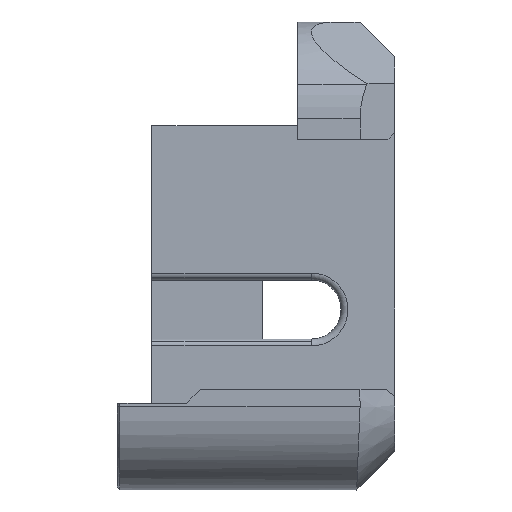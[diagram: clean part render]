
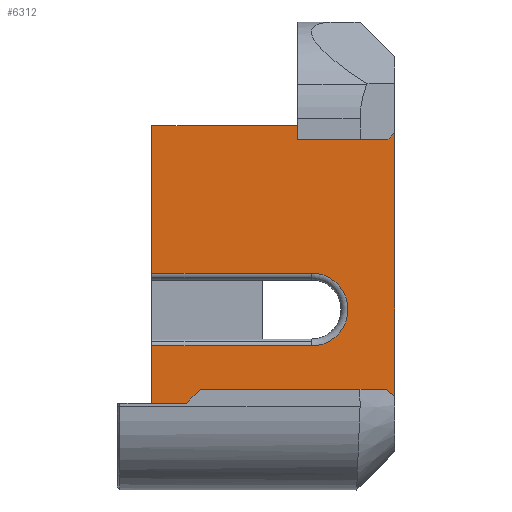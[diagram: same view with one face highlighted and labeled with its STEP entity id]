
A CAD part, left-side view. The second image highlights one B-rep face of the part: STEP entity #6312.
In plain terms, the highlighted planar face has unit normal (-1, 0, 0).
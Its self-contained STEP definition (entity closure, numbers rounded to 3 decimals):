
#204 = CARTESIAN_POINT ( 'NONE',  ( 131.217, -119.43, 81.5 ) ) ;
#401 = CARTESIAN_POINT ( 'NONE',  ( 131.217, -140.43, 102.75 ) ) ;
#699 = CARTESIAN_POINT ( 'NONE',  ( 131.217, -154.43, 62.75 ) ) ;
#745 = CARTESIAN_POINT ( 'NONE',  ( 131.217, -136.43, 81.5 ) ) ;
#1082 = CARTESIAN_POINT ( 'NONE',  ( 131.217, -119.43, 102.75 ) ) ;
#1184 = DIRECTION ( 'NONE',  ( 0., 0., 1. ) ) ;
#1340 = DIRECTION ( 'NONE',  ( 0., 0., 1. ) ) ;
#1628 = DIRECTION ( 'NONE',  ( 0., 0., 1. ) ) ;
#1828 = ORIENTED_EDGE ( 'NONE', *, *, #11187, .F. ) ;
#2126 = EDGE_CURVE ( 'NONE', #4094, #13366, #16777, .T. ) ;
#2324 = EDGE_CURVE ( 'NONE', #4094, #13765, #17639, .T. ) ;
#2362 = AXIS2_PLACEMENT_3D ( 'NONE', #13140, #6222, #6033 ) ;
#2363 = ORIENTED_EDGE ( 'NONE', *, *, #7545, .F. ) ;
#2628 = PLANE ( 'NONE',  #9539 ) ;
#2669 = LINE ( 'NONE', #10913, #4355 ) ;
#3004 = CARTESIAN_POINT ( 'NONE',  ( 131.217, -154.43, 102.75 ) ) ;
#3345 = VERTEX_POINT ( 'NONE', #204 ) ;
#3926 = EDGE_LOOP ( 'NONE', ( #15574, #8742, #5411, #5235, #17305, #17380, #11942, #1828, #2363 ) ) ;
#3998 = EDGE_CURVE ( 'NONE', #17693, #10854, #4659, .T. ) ;
#4002 = CARTESIAN_POINT ( 'NONE',  ( 131.217, -154.43, 102.75 ) ) ;
#4094 = VERTEX_POINT ( 'NONE', #15907 ) ;
#4243 = CARTESIAN_POINT ( 'NONE',  ( 131.217, -119.43, 62.75 ) ) ;
#4355 = VECTOR ( 'NONE', #5551, 1000. ) ;
#4659 = LINE ( 'NONE', #15284, #10706 ) ;
#5107 = DIRECTION ( 'NONE',  ( 0., -1., 0. ) ) ;
#5157 = LINE ( 'NONE', #17603, #10483 ) ;
#5235 = ORIENTED_EDGE ( 'NONE', *, *, #2126, .F. ) ;
#5411 = ORIENTED_EDGE ( 'NONE', *, *, #10314, .F. ) ;
#5414 = FACE_OUTER_BOUND ( 'NONE', #3926, .T. ) ;
#5551 = DIRECTION ( 'NONE',  ( 0., -1., 0. ) ) ;
#5909 = EDGE_CURVE ( 'NONE', #10854, #13765, #6624, .T. ) ;
#6033 = DIRECTION ( 'NONE',  ( 0., -1., 0. ) ) ;
#6222 = DIRECTION ( 'NONE',  ( -1., 0., 0. ) ) ;
#6312 = ADVANCED_FACE ( 'NONE', ( #5414 ), #2628, .T. ) ;
#6624 = LINE ( 'NONE', #4002, #8096 ) ;
#6684 = VECTOR ( 'NONE', #1340, 1000. ) ;
#7545 = EDGE_CURVE ( 'NONE', #3345, #11189, #13781, .T. ) ;
#7552 = CARTESIAN_POINT ( 'NONE',  ( 131.217, -119.43, 71. ) ) ;
#7758 = EDGE_CURVE ( 'NONE', #13654, #12013, #17444, .T. ) ;
#8060 = DIRECTION ( 'NONE',  ( -1., 0., 0. ) ) ;
#8096 = VECTOR ( 'NONE', #9516, 1000. ) ;
#8742 = ORIENTED_EDGE ( 'NONE', *, *, #7758, .F. ) ;
#9180 = VECTOR ( 'NONE', #1628, 1000. ) ;
#9516 = DIRECTION ( 'NONE',  ( 0., 0., -1. ) ) ;
#9539 = AXIS2_PLACEMENT_3D ( 'NONE', #17876, #8060, #1184 ) ;
#10314 = EDGE_CURVE ( 'NONE', #13366, #13654, #2669, .T. ) ;
#10483 = VECTOR ( 'NONE', #13526, 1000. ) ;
#10706 = VECTOR ( 'NONE', #17001, 1000. ) ;
#10739 = CARTESIAN_POINT ( 'NONE',  ( 131.217, -153.43, 62.75 ) ) ;
#10854 = VERTEX_POINT ( 'NONE', #3004 ) ;
#10913 = CARTESIAN_POINT ( 'NONE',  ( 131.217, -145.43, 71. ) ) ;
#10979 = EDGE_CURVE ( 'NONE', #12013, #3345, #13264, .T. ) ;
#11187 = EDGE_CURVE ( 'NONE', #11189, #17693, #5157, .T. ) ;
#11189 = VERTEX_POINT ( 'NONE', #1082 ) ;
#11637 = VECTOR ( 'NONE', #17254, 1000. ) ;
#11942 = ORIENTED_EDGE ( 'NONE', *, *, #3998, .F. ) ;
#12013 = VERTEX_POINT ( 'NONE', #13615 ) ;
#13140 = CARTESIAN_POINT ( 'NONE',  ( 131.217, -142.43, 76.25 ) ) ;
#13264 = LINE ( 'NONE', #745, #11637 ) ;
#13366 = VERTEX_POINT ( 'NONE', #7552 ) ;
#13508 = CARTESIAN_POINT ( 'NONE',  ( 131.217, -119.43, 62.75 ) ) ;
#13526 = DIRECTION ( 'NONE',  ( 0., -1., 0. ) ) ;
#13615 = CARTESIAN_POINT ( 'NONE',  ( 131.217, -142.43, 81.5 ) ) ;
#13654 = VERTEX_POINT ( 'NONE', #17784 ) ;
#13765 = VERTEX_POINT ( 'NONE', #699 ) ;
#13781 = LINE ( 'NONE', #13508, #6684 ) ;
#14718 = VECTOR ( 'NONE', #5107, 1000. ) ;
#15284 = CARTESIAN_POINT ( 'NONE',  ( 131.217, -153.43, 102.75 ) ) ;
#15574 = ORIENTED_EDGE ( 'NONE', *, *, #10979, .F. ) ;
#15907 = CARTESIAN_POINT ( 'NONE',  ( 131.217, -119.43, 62.75 ) ) ;
#16777 = LINE ( 'NONE', #4243, #9180 ) ;
#17001 = DIRECTION ( 'NONE',  ( 0., -1., 0. ) ) ;
#17254 = DIRECTION ( 'NONE',  ( 0., 1., 0. ) ) ;
#17305 = ORIENTED_EDGE ( 'NONE', *, *, #2324, .T. ) ;
#17380 = ORIENTED_EDGE ( 'NONE', *, *, #5909, .F. ) ;
#17444 = CIRCLE ( 'NONE', #2362, 5.25 ) ;
#17603 = CARTESIAN_POINT ( 'NONE',  ( 131.217, -153.43, 102.75 ) ) ;
#17639 = LINE ( 'NONE', #10739, #14718 ) ;
#17693 = VERTEX_POINT ( 'NONE', #401 ) ;
#17784 = CARTESIAN_POINT ( 'NONE',  ( 131.217, -142.43, 71. ) ) ;
#17876 = CARTESIAN_POINT ( 'NONE',  ( 131.217, -153.43, 102.75 ) ) ;
